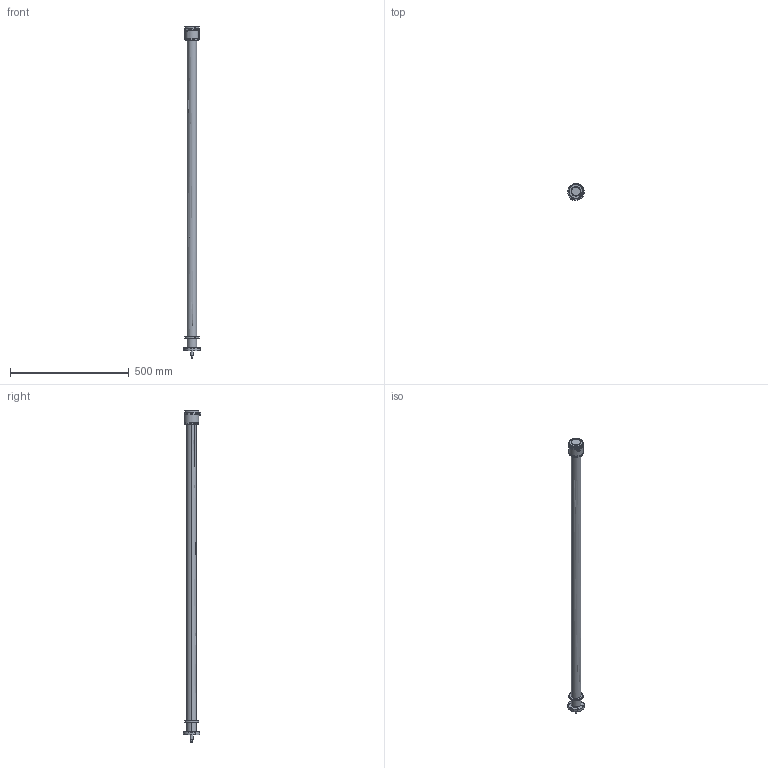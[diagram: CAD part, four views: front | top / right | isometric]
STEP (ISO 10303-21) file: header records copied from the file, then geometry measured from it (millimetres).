
FILE_DESCRIPTION(('CATIA V5 STEP Exchange','CAx-IF Rec.Pracs.--- Model Styling and Organization---1.2---2011-12-15'),'2;1');
FILE_NAME('RM40-1250-0030.stp','2020-02-24T12:55:46+00:00',('none'),('none'),'CATIA Version 5 Release 21 SP 6 (IN-10)','CATIA V5 STEP AP214','none');
FILE_SCHEMA(('AUTOMOTIVE_DESIGN { 1 0 10303 214 1 1 1 1 }'));
Length unit declared in the file: millimetre
Products named in the file (1): RM40-1250-0030
Bounding box: 69.49 x 72.39 x 1399.86 mm (x, y, z)
Volume: 437219.3 mm3; surface area: 427525 mm2
Topology: 2 solids, 15 shells, 564 faces, 1407 edges, 867 vertices
Faces by surface type: plane 219, cylinder 204, cone 101, torus 36, bspline 4
Entity records: 16290 total; most frequent: CARTESIAN_POINT 3921, ORIENTED_EDGE 2778, DIRECTION 1868, EDGE_CURVE 1389, AXIS2_PLACEMENT_3D 925, VERTEX_POINT 867, VECTOR 634, LINE 634
